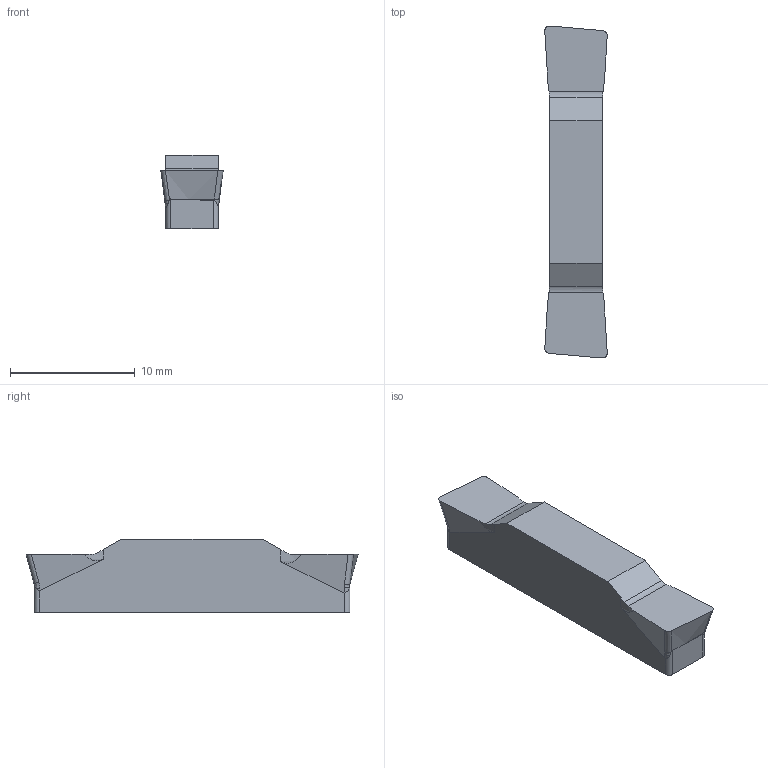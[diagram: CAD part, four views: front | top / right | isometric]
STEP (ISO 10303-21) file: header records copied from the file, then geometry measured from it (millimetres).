
FILE_DESCRIPTION((''),'2;1');
FILE_NAME('GY2M0500H040L05','2021-02-26T14:32:40',('tlyad09'),('PTC Japan'),'CREO PARAMETRIC BY PTC INC, 2018500','CREO PARAMETRIC BY PTC INC, 2018500','');
FILE_SCHEMA(('AUTOMOTIVE_DESIGN { 1 0 10303 214 1 1 1 1 }'));
Length unit declared in the file: millimetre
Products named in the file (1): GY2M0500H040L05
Bounding box: 5 x 26.6 x 5.85 mm (x, y, z)
Volume: 572.3 mm3; surface area: 533.3 mm2
Topology: 1 solids, 1 shells, 40 faces, 140 edges, 102 vertices
Faces by surface type: cylinder 16, plane 14, bspline 10
Entity records: 2899 total; most frequent: CARTESIAN_POINT 893, ORIENTED_EDGE 224, PRESENTATION_STYLE_ASSIGNMENT 183, DIRECTION 154, STYLED_ITEM 143, CURVE_STYLE 142, EDGE_CURVE 112, FILL_AREA_STYLE_COLOUR 81
